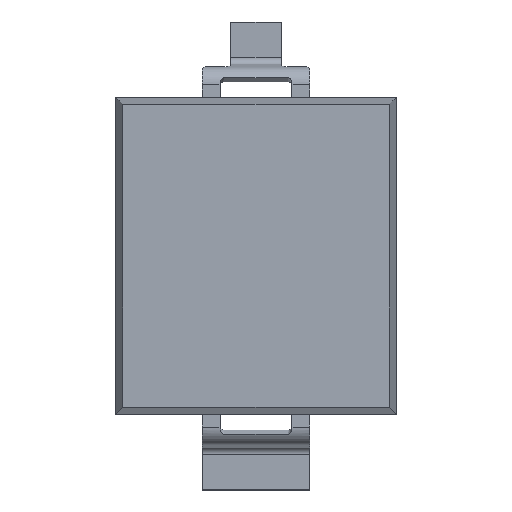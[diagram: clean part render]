
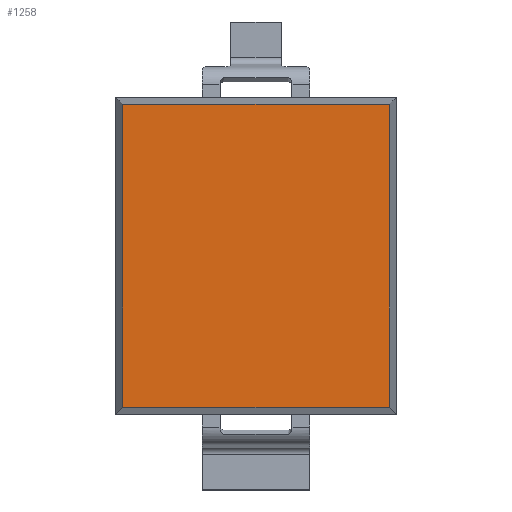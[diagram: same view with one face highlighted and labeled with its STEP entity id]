
A CAD part, top view. The second image highlights one B-rep face of the part: STEP entity #1258.
In plain terms, the highlighted planar face has unit normal (0, 0, 1).
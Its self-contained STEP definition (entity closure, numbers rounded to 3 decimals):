
#142=FACE_OUTER_BOUND('',#206,.T.);
#206=EDGE_LOOP('',(#1139,#1140,#1141,#1142));
#339=LINE('',#2350,#477);
#342=LINE('',#2356,#480);
#345=LINE('',#2360,#483);
#346=LINE('',#2361,#484);
#477=VECTOR('',#1671,1000.);
#480=VECTOR('',#1676,1000.);
#483=VECTOR('',#1681,1000.);
#484=VECTOR('',#1682,1000.);
#601=VERTEX_POINT('',#2348);
#602=VERTEX_POINT('',#2349);
#603=VERTEX_POINT('',#2354);
#604=VERTEX_POINT('',#2355);
#779=EDGE_CURVE('',#601,#602,#339,.T.);
#782=EDGE_CURVE('',#603,#604,#342,.T.);
#785=EDGE_CURVE('',#603,#602,#345,.T.);
#786=EDGE_CURVE('',#601,#604,#346,.T.);
#1139=ORIENTED_EDGE('',*,*,#785,.T.);
#1140=ORIENTED_EDGE('',*,*,#779,.F.);
#1141=ORIENTED_EDGE('',*,*,#786,.T.);
#1142=ORIENTED_EDGE('',*,*,#782,.F.);
#1194=PLANE('',#1364);
#1258=ADVANCED_FACE('',(#142),#1194,.T.);
#1364=AXIS2_PLACEMENT_3D('',#2359,#1679,#1680);
#1671=DIRECTION('',(0.,1.,0.));
#1676=DIRECTION('',(0.,-1.,0.));
#1679=DIRECTION('center_axis',(0.,0.,1.));
#1680=DIRECTION('ref_axis',(1.,0.,0.));
#1681=DIRECTION('',(-1.,0.,0.));
#1682=DIRECTION('',(1.,0.,0.));
#2348=CARTESIAN_POINT('',(-1.853,-2.103,1.202));
#2349=CARTESIAN_POINT('',(-1.853,2.103,1.202));
#2350=CARTESIAN_POINT('',(-1.853,1.1,1.202));
#2354=CARTESIAN_POINT('',(1.853,2.103,1.202));
#2355=CARTESIAN_POINT('',(1.853,-2.103,1.202));
#2356=CARTESIAN_POINT('',(1.853,-1.1,1.202));
#2359=CARTESIAN_POINT('Origin',(0.,0.,1.202));
#2360=CARTESIAN_POINT('',(0.975,2.103,1.202));
#2361=CARTESIAN_POINT('',(-0.975,-2.103,1.202));
